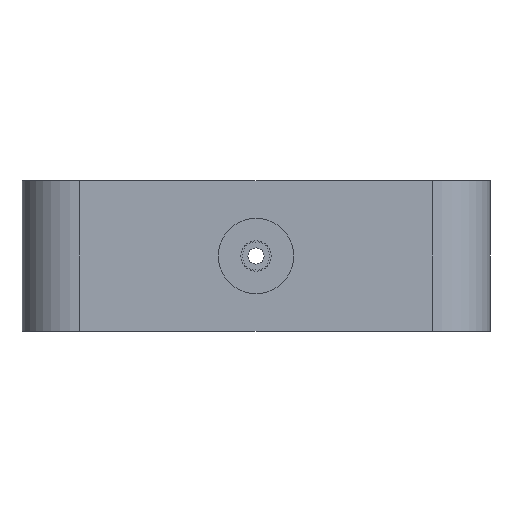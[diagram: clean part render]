
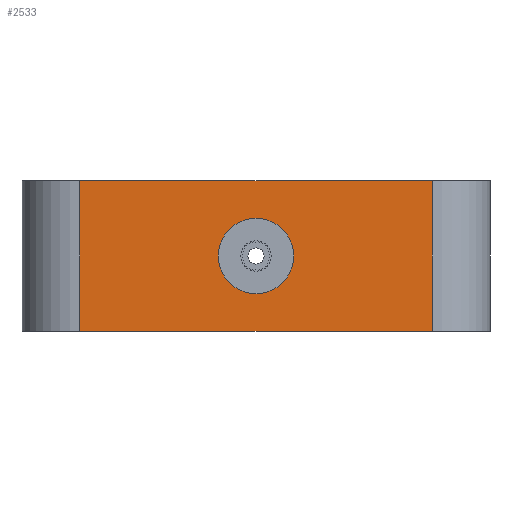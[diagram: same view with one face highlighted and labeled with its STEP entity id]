
A CAD part, front view. The second image highlights one B-rep face of the part: STEP entity #2533.
In plain terms, the highlighted planar face has unit normal (0, -1, 0).
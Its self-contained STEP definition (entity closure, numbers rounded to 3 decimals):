
#2442=CARTESIAN_POINT('Vertex',(7.5,-1.5,15.)) ;
#2447=CARTESIAN_POINT('Axis2P3D Location',(0.,-1.5,15.)) ;
#2451=CARTESIAN_POINT('Vertex',(-7.5,-1.5,15.)) ;
#2473=CARTESIAN_POINT('Axis2P3D Location',(0.,-1.5,15.)) ;
#2490=CARTESIAN_POINT('Axis2P3D Location',(-35.,-1.5,0.)) ;
#2495=CARTESIAN_POINT('Line Origine',(-35.,-1.5,15.)) ;
#2499=CARTESIAN_POINT('Vertex',(-35.,-1.5,0.)) ;
#2501=CARTESIAN_POINT('Vertex',(-35.,-1.5,30.)) ;
#2504=CARTESIAN_POINT('Line Origine',(0.,-1.5,0.)) ;
#2508=CARTESIAN_POINT('Vertex',(35.,-1.5,0.)) ;
#2511=CARTESIAN_POINT('Line Origine',(35.,-1.5,15.)) ;
#2515=CARTESIAN_POINT('Vertex',(35.,-1.5,30.)) ;
#2518=CARTESIAN_POINT('Line Origine',(0.,-1.5,30.)) ;
#2497=VECTOR('Line Direction',#2496,1.) ;
#2506=VECTOR('Line Direction',#2505,1.) ;
#2513=VECTOR('Line Direction',#2512,1.) ;
#2520=VECTOR('Line Direction',#2519,1.) ;
#2448=DIRECTION('Axis2P3D Direction',(0.,-1.,0.)) ;
#2474=DIRECTION('Axis2P3D Direction',(0.,-1.,0.)) ;
#2491=DIRECTION('Axis2P3D Direction',(0.,-1.,0.)) ;
#2492=DIRECTION('Axis2P3D XDirection',(1.,0.,0.)) ;
#2496=DIRECTION('Vector Direction',(0.,0.,1.)) ;
#2505=DIRECTION('Vector Direction',(-1.,0.,0.)) ;
#2512=DIRECTION('Vector Direction',(0.,0.,1.)) ;
#2519=DIRECTION('Vector Direction',(-1.,0.,0.)) ;
#2449=AXIS2_PLACEMENT_3D('Circle Axis2P3D',#2447,#2448,$) ;
#2475=AXIS2_PLACEMENT_3D('Circle Axis2P3D',#2473,#2474,$) ;
#2493=AXIS2_PLACEMENT_3D('Plane Axis2P3D',#2490,#2491,#2492) ;
#2498=LINE('Line',#2495,#2497) ;
#2507=LINE('Line',#2504,#2506) ;
#2514=LINE('Line',#2511,#2513) ;
#2521=LINE('Line',#2518,#2520) ;
#2450=CIRCLE('generated circle',#2449,7.5) ;
#2476=CIRCLE('generated circle',#2475,7.5) ;
#2494=PLANE('',#2493) ;
#2532=FACE_BOUND('',#2529,.T.) ;
#2453=EDGE_CURVE('',#2443,#2452,#2450,.T.) ;
#2477=EDGE_CURVE('',#2452,#2443,#2476,.T.) ;
#2503=EDGE_CURVE('',#2500,#2502,#2498,.T.) ;
#2510=EDGE_CURVE('',#2509,#2500,#2507,.T.) ;
#2517=EDGE_CURVE('',#2509,#2516,#2514,.T.) ;
#2522=EDGE_CURVE('',#2516,#2502,#2521,.T.) ;
#2524=ORIENTED_EDGE('',*,*,#2503,.F.) ;
#2525=ORIENTED_EDGE('',*,*,#2510,.F.) ;
#2526=ORIENTED_EDGE('',*,*,#2517,.T.) ;
#2527=ORIENTED_EDGE('',*,*,#2522,.T.) ;
#2530=ORIENTED_EDGE('',*,*,#2453,.F.) ;
#2531=ORIENTED_EDGE('',*,*,#2477,.F.) ;
#2523=EDGE_LOOP('',(#2524,#2525,#2526,#2527)) ;
#2529=EDGE_LOOP('',(#2530,#2531)) ;
#2443=VERTEX_POINT('',#2442) ;
#2452=VERTEX_POINT('',#2451) ;
#2500=VERTEX_POINT('',#2499) ;
#2502=VERTEX_POINT('',#2501) ;
#2509=VERTEX_POINT('',#2508) ;
#2516=VERTEX_POINT('',#2515) ;
#2533=ADVANCED_FACE('PartBody',(#2528,#2532),#2494,.T.) ;
#2528=FACE_OUTER_BOUND('',#2523,.T.) ;
